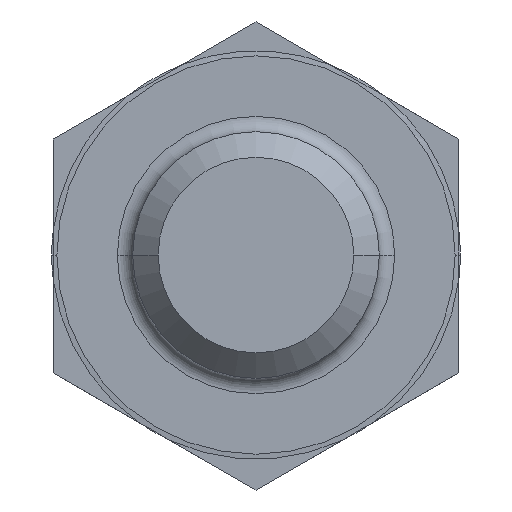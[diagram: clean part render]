
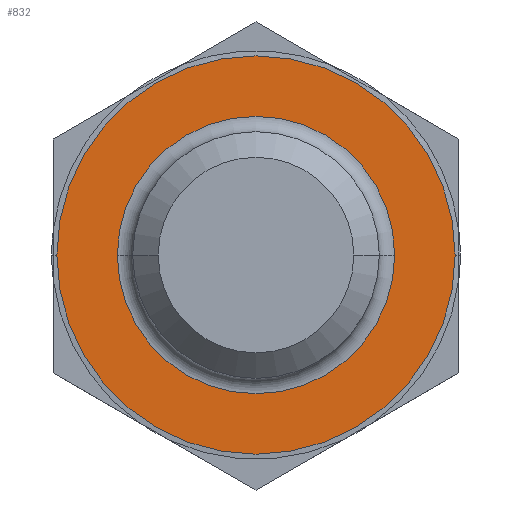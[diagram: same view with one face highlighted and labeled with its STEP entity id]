
A CAD part, front view. The second image highlights one B-rep face of the part: STEP entity #832.
In plain terms, the highlighted planar face has unit normal (0, -1, 0).
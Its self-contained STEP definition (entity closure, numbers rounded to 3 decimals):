
#27=CARTESIAN_POINT('',(0.,11.,0.));
#28=DIRECTION('',(0.,-1.,0.));
#29=DIRECTION('',(-1.,0.,0.));
#30=AXIS2_PLACEMENT_3D('',#27,#28,#29);
#46=CARTESIAN_POINT('',(0.,11.,0.));
#47=DIRECTION('',(0.,1.,0.));
#48=DIRECTION('',(1.,0.,0.));
#49=AXIS2_PLACEMENT_3D('',#46,#47,#48);
#93=CARTESIAN_POINT('',(0.,11.,0.));
#94=DIRECTION('',(0.,-1.,0.));
#95=DIRECTION('',(1.,0.,0.));
#96=AXIS2_PLACEMENT_3D('',#93,#94,#95);
#586=CARTESIAN_POINT('',(0.,11.,0.));
#587=DIRECTION('',(0.,-1.,0.));
#588=DIRECTION('',(1.,0.,0.));
#589=AXIS2_PLACEMENT_3D('',#586,#587,#588);
#611=CARTESIAN_POINT('',(3.9,11.,0.));
#612=CARTESIAN_POINT('',(-3.9,11.,0.));
#613=VERTEX_POINT('',#611);
#614=VERTEX_POINT('',#612);
#627=CARTESIAN_POINT('',(2.715,11.,0.));
#628=CARTESIAN_POINT('',(-2.715,11.,0.));
#629=VERTEX_POINT('',#627);
#630=VERTEX_POINT('',#628);
#816=CARTESIAN_POINT('',(0.,11.,0.));
#817=DIRECTION('',(0.,-1.,0.));
#818=DIRECTION('',(-1.,0.,0.));
#819=AXIS2_PLACEMENT_3D('',#816,#817,#818);
#820=PLANE('',#819);
#822=ORIENTED_EDGE('',*,*,#821,.T.);
#824=ORIENTED_EDGE('',*,*,#823,.F.);
#825=EDGE_LOOP('',(#822,#824));
#826=FACE_OUTER_BOUND('',#825,.F.);
#828=ORIENTED_EDGE('',*,*,#827,.T.);
#829=ORIENTED_EDGE('',*,*,#806,.T.);
#830=EDGE_LOOP('',(#828,#829));
#831=FACE_BOUND('',#830,.F.);
#832=ADVANCED_FACE('',(#826,#831),#820,.T.);
#31=CIRCLE('',#30,2.715);
#50=CIRCLE('',#49,3.9);
#97=CIRCLE('',#96,3.9);
#590=CIRCLE('',#589,2.715);
#806=EDGE_CURVE('',#630,#629,#31,.T.);
#821=EDGE_CURVE('',#613,#614,#50,.T.);
#823=EDGE_CURVE('',#613,#614,#97,.T.);
#827=EDGE_CURVE('',#629,#630,#590,.T.);
